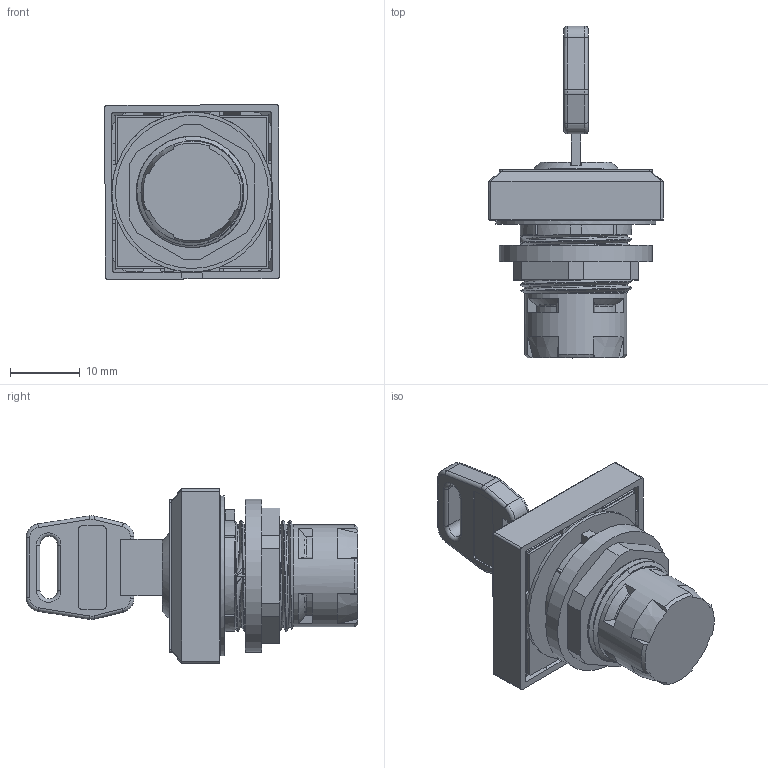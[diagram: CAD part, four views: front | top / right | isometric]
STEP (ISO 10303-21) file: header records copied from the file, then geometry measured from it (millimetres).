
FILE_DESCRIPTION(/* description */ (''),/* implementation_level */ '2;1');
FILE_NAME(/* name */ 'OKSSA12.stp',/* time_stamp */ '2020-09-15T15:41:29+02:00',/* author */ ('thagel'),/* organization */ (''),/* preprocessor_version */ 'ST-DEVELOPER v17.2',/* originating_system */ 'Autodesk Inventor 2019',/* authorisation */ '');
FILE_SCHEMA (('AUTOMOTIVE_DESIGN { 1 0 10303 214 3 1 1 }'));
Length unit declared in the file: millimetre
Products named in the file (1): OKSSA12
Bounding box: 25.06 x 47.69 x 25.06 mm (x, y, z)
Volume: 9212.6 mm3; surface area: 6007.6 mm2
Topology: 1 solids, 4 shells, 470 faces, 1334 edges, 854 vertices
Faces by surface type: plane 309, cylinder 106, cone 24, torus 24, bspline 5, sphere 2
Full cylindrical faces by diameter (mm): 11.9 x1, 12 x2, 12.05 x2, 12.65 x1, 14.65 x1, 14.796 x1, 16 x6, 16.15 x1, 16.5 x1, 19.5 x1, 22 x1, 23 x1
Entity records: 18241 total; most frequent: CARTESIAN_POINT 5874, ORIENTED_EDGE 2668, DIRECTION 2529, EDGE_CURVE 1334, LINE 883, VECTOR 883, VERTEX_POINT 854, AXIS2_PLACEMENT_3D 823
